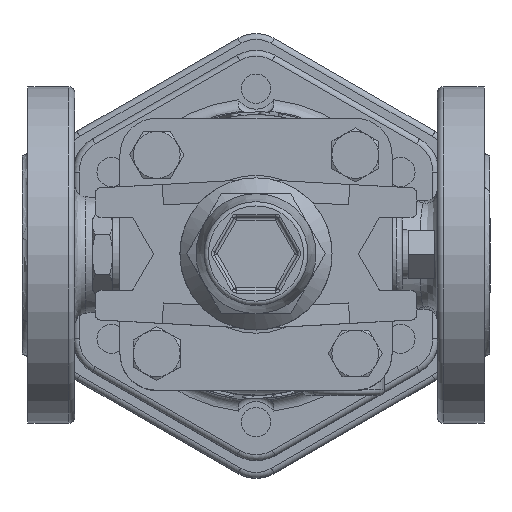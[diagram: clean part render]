
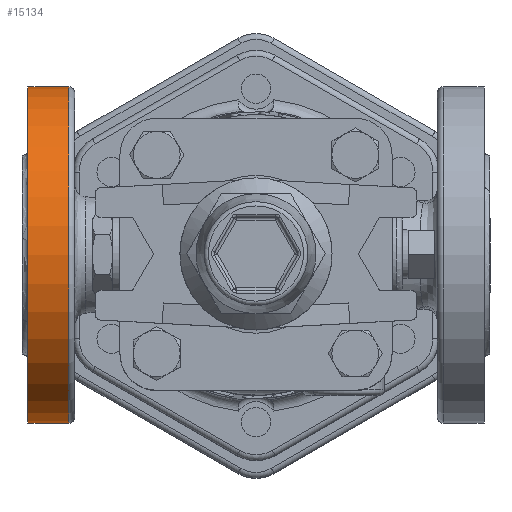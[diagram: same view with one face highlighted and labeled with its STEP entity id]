
A CAD part, top view. The second image highlights one B-rep face of the part: STEP entity #15134.
In plain terms, the highlighted cylindrical face has radius 57.5 mm (diameter 115 mm), a full revolution.
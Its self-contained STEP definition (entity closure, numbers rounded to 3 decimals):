
#2924=FACE_BOUND('',#5111,.T.);
#3135=CYLINDRICAL_SURFACE('',#16776,57.5);
#3927=FACE_OUTER_BOUND('',#5110,.T.);
#5110=EDGE_LOOP('',(#13071));
#5111=EDGE_LOOP('',(#13072));
#6071=CIRCLE('',#16771,57.5);
#6076=CIRCLE('',#16777,57.5);
#7370=VERTEX_POINT('',#28297);
#7371=VERTEX_POINT('',#28304);
#9344=EDGE_CURVE('',#7370,#7370,#6071,.T.);
#9349=EDGE_CURVE('',#7371,#7371,#6076,.T.);
#13071=ORIENTED_EDGE('',*,*,#9349,.F.);
#13072=ORIENTED_EDGE('',*,*,#9344,.T.);
#15134=ADVANCED_FACE('',(#3927,#2924),#3135,.T.);
#16771=AXIS2_PLACEMENT_3D('',#28298,#20461,#20462);
#16776=AXIS2_PLACEMENT_3D('',#28303,#20471,#20472);
#16777=AXIS2_PLACEMENT_3D('',#28305,#20473,#20474);
#20461=DIRECTION('center_axis',(1.,0.,0.));
#20462=DIRECTION('ref_axis',(0.,0.,-1.));
#20471=DIRECTION('center_axis',(1.,0.,0.));
#20472=DIRECTION('ref_axis',(0.,0.,-1.));
#20473=DIRECTION('center_axis',(1.,0.,0.));
#20474=DIRECTION('ref_axis',(0.,0.,-1.));
#28297=CARTESIAN_POINT('',(-78.,0.,151.5));
#28298=CARTESIAN_POINT('Origin',(-78.,0.,94.));
#28303=CARTESIAN_POINT('Origin',(-80.,0.,94.));
#28304=CARTESIAN_POINT('',(-64.,0.,151.5));
#28305=CARTESIAN_POINT('Origin',(-64.,0.,94.));
